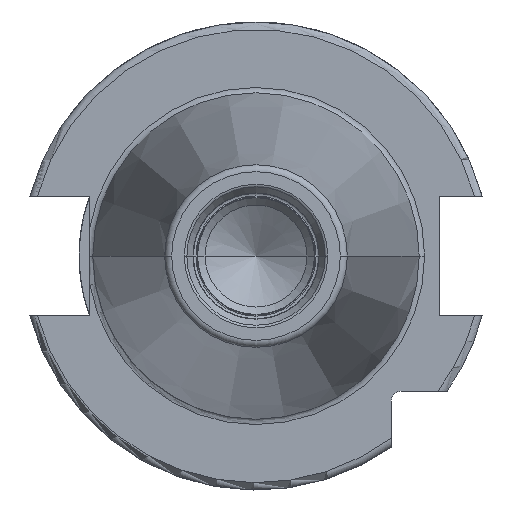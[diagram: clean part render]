
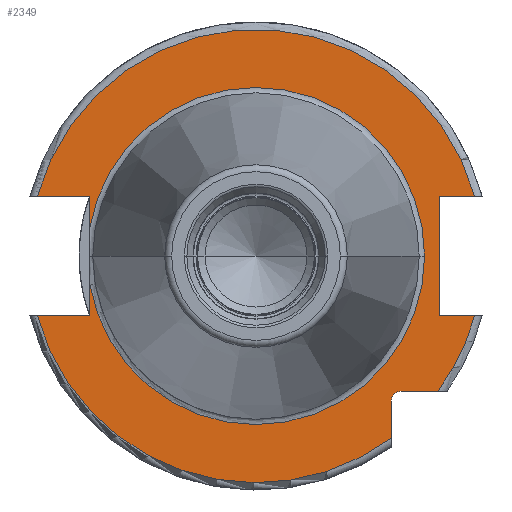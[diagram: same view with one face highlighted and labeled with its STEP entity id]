
A CAD part, left-side view. The second image highlights one B-rep face of the part: STEP entity #2349.
In plain terms, the highlighted planar face has unit normal (-1, 0, 0).
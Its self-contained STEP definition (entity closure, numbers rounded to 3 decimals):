
#117=CARTESIAN_POINT('',(3.2,0.,0.));
#118=DIRECTION('',(-1.,0.,0.));
#119=DIRECTION('',(0.,0.986,-0.168));
#120=AXIS2_PLACEMENT_3D('',#117,#118,#119);
#555=DIRECTION('',(0.,-1.,0.));
#556=VECTOR('',#555,4.99);
#557=CARTESIAN_POINT('',(3.2,-19.7,-18.35));
#558=LINE('',#557,#556);
#559=DIRECTION('',(0.,0.,1.));
#560=VECTOR('',#559,4.99);
#561=CARTESIAN_POINT('',(3.2,-18.35,-24.69));
#562=LINE('',#561,#560);
#563=CARTESIAN_POINT('',(3.2,0.,0.));
#564=DIRECTION('',(-1.,0.,0.));
#565=DIRECTION('',(0.,0.965,-0.263));
#566=AXIS2_PLACEMENT_3D('',#563,#564,#565);
#568=DIRECTION('',(0.,-1.,0.));
#569=VECTOR('',#568,7.127);
#570=CARTESIAN_POINT('',(3.2,29.677,-8.1));
#571=LINE('',#570,#569);
#572=DIRECTION('',(0.,0.,-1.));
#573=VECTOR('',#572,4.258);
#574=CARTESIAN_POINT('',(3.2,22.55,-3.842));
#575=LINE('',#574,#573);
#576=DIRECTION('',(0.,0.,-1.));
#577=VECTOR('',#576,4.258);
#578=CARTESIAN_POINT('',(3.2,22.55,8.1));
#579=LINE('',#578,#577);
#580=DIRECTION('',(0.,-1.,0.));
#581=VECTOR('',#580,7.127);
#582=CARTESIAN_POINT('',(3.2,29.677,8.1));
#583=LINE('',#582,#581);
#584=CARTESIAN_POINT('',(3.2,0.,0.));
#585=DIRECTION('',(1.,0.,0.));
#586=DIRECTION('',(0.,0.965,0.263));
#587=AXIS2_PLACEMENT_3D('',#584,#585,#586);
#589=DIRECTION('',(0.,1.,0.));
#590=VECTOR('',#589,4.827);
#591=CARTESIAN_POINT('',(3.2,-29.677,8.1));
#592=LINE('',#591,#590);
#593=DIRECTION('',(0.,0.,1.));
#594=VECTOR('',#593,16.2);
#595=CARTESIAN_POINT('',(3.2,-24.85,-8.1));
#596=LINE('',#595,#594);
#597=DIRECTION('',(0.,1.,0.));
#598=VECTOR('',#597,4.827);
#599=CARTESIAN_POINT('',(3.2,-29.677,-8.1));
#600=LINE('',#599,#598);
#601=CARTESIAN_POINT('',(3.2,0.,0.));
#602=DIRECTION('',(-1.,0.,0.));
#603=DIRECTION('',(0.,-0.803,-0.597));
#604=AXIS2_PLACEMENT_3D('',#601,#602,#603);
#615=CARTESIAN_POINT('',(3.2,-19.7,-19.7));
#616=DIRECTION('',(1.,0.,0.));
#617=DIRECTION('',(0.,1.,0.));
#618=AXIS2_PLACEMENT_3D('',#615,#616,#617);
#1005=CARTESIAN_POINT('',(3.2,0.,0.));
#1006=DIRECTION('',(1.,0.,0.));
#1007=DIRECTION('',(0.,0.986,0.168));
#1008=AXIS2_PLACEMENT_3D('',#1005,#1006,#1007);
#1391=CARTESIAN_POINT('',(3.2,-22.875,0.));
#1393=VERTEX_POINT('',#1391);
#1533=CARTESIAN_POINT('',(3.2,29.677,8.1));
#1534=CARTESIAN_POINT('',(3.2,22.55,8.1));
#1535=VERTEX_POINT('',#1533);
#1536=VERTEX_POINT('',#1534);
#1537=CARTESIAN_POINT('',(3.2,22.55,3.842));
#1538=VERTEX_POINT('',#1537);
#1539=CARTESIAN_POINT('',(3.2,22.55,-3.842));
#1540=CARTESIAN_POINT('',(3.2,22.55,-8.1));
#1541=VERTEX_POINT('',#1539);
#1542=VERTEX_POINT('',#1540);
#1543=CARTESIAN_POINT('',(3.2,29.677,-8.1));
#1544=VERTEX_POINT('',#1543);
#1545=CARTESIAN_POINT('',(3.2,-29.677,-8.1));
#1546=CARTESIAN_POINT('',(3.2,-24.85,-8.1));
#1547=VERTEX_POINT('',#1545);
#1548=VERTEX_POINT('',#1546);
#1549=CARTESIAN_POINT('',(3.2,-24.85,8.1));
#1550=VERTEX_POINT('',#1549);
#1551=CARTESIAN_POINT('',(3.2,-29.677,8.1));
#1552=VERTEX_POINT('',#1551);
#1578=CARTESIAN_POINT('',(3.2,-18.35,-24.69));
#1579=VERTEX_POINT('',#1578);
#1586=CARTESIAN_POINT('',(3.2,-19.7,-18.35));
#1587=CARTESIAN_POINT('',(3.2,-24.69,-18.35));
#1588=VERTEX_POINT('',#1586);
#1589=VERTEX_POINT('',#1587);
#1590=CARTESIAN_POINT('',(3.2,-18.35,-19.7));
#1591=VERTEX_POINT('',#1590);
#2320=CARTESIAN_POINT('',(3.2,0.,0.));
#2321=DIRECTION('',(1.,0.,0.));
#2322=DIRECTION('',(0.,-1.,0.));
#2323=AXIS2_PLACEMENT_3D('',#2320,#2321,#2322);
#2324=PLANE('',#2323);
#2326=ORIENTED_EDGE('',*,*,#2325,.F.);
#2328=ORIENTED_EDGE('',*,*,#2327,.F.);
#2330=ORIENTED_EDGE('',*,*,#2329,.F.);
#2332=ORIENTED_EDGE('',*,*,#2331,.F.);
#2333=ORIENTED_EDGE('',*,*,#1960,.T.);
#2334=ORIENTED_EDGE('',*,*,#1814,.F.);
#2335=ORIENTED_EDGE('',*,*,#1795,.T.);
#2337=ORIENTED_EDGE('',*,*,#2336,.F.);
#2338=ORIENTED_EDGE('',*,*,#1809,.F.);
#2339=ORIENTED_EDGE('',*,*,#1872,.F.);
#2341=ORIENTED_EDGE('',*,*,#2340,.T.);
#2342=ORIENTED_EDGE('',*,*,#2299,.T.);
#2343=ORIENTED_EDGE('',*,*,#2055,.F.);
#2344=ORIENTED_EDGE('',*,*,#2075,.F.);
#2346=ORIENTED_EDGE('',*,*,#2345,.F.);
#2347=EDGE_LOOP('',(#2326,#2328,#2330,#2332,#2333,#2334,#2335,#2337,#2338,#2339,
#2341,#2342,#2343,#2344,#2346));
#2348=FACE_OUTER_BOUND('',#2347,.F.);
#2349=ADVANCED_FACE('',(#2348),#2324,.F.);
#121=CIRCLE('',#120,22.875);
#567=CIRCLE('',#566,30.763);
#588=CIRCLE('',#587,30.763);
#605=CIRCLE('',#604,30.763);
#619=CIRCLE('',#618,1.35);
#1009=CIRCLE('',#1008,22.875);
#1795=EDGE_CURVE('',#1541,#1393,#121,.T.);
#1809=EDGE_CURVE('',#1536,#1538,#579,.T.);
#1814=EDGE_CURVE('',#1541,#1542,#575,.T.);
#1872=EDGE_CURVE('',#1535,#1536,#583,.T.);
#1960=EDGE_CURVE('',#1544,#1542,#571,.T.);
#2055=EDGE_CURVE('',#1548,#1550,#596,.T.);
#2075=EDGE_CURVE('',#1547,#1548,#600,.T.);
#2299=EDGE_CURVE('',#1552,#1550,#592,.T.);
#2325=EDGE_CURVE('',#1588,#1589,#558,.T.);
#2327=EDGE_CURVE('',#1591,#1588,#619,.T.);
#2329=EDGE_CURVE('',#1579,#1591,#562,.T.);
#2331=EDGE_CURVE('',#1544,#1579,#567,.T.);
#2336=EDGE_CURVE('',#1538,#1393,#1009,.T.);
#2340=EDGE_CURVE('',#1535,#1552,#588,.T.);
#2345=EDGE_CURVE('',#1589,#1547,#605,.T.);
